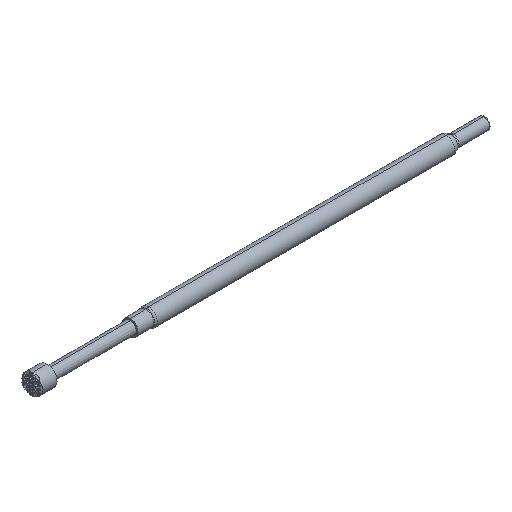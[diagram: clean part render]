
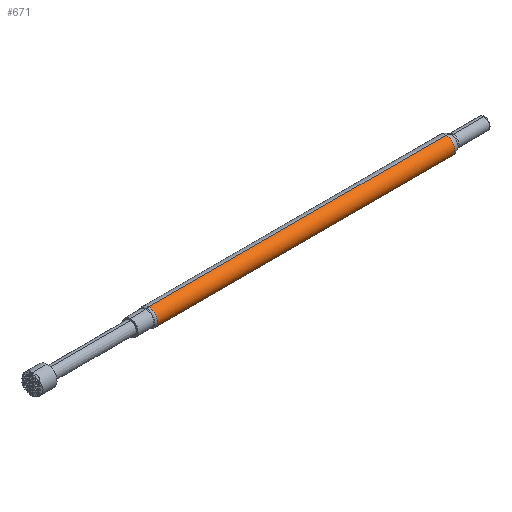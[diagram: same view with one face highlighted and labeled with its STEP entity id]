
A CAD part, isometric view. The second image highlights one B-rep face of the part: STEP entity #671.
In plain terms, the highlighted cylindrical face has radius 0.683 mm (diameter 1.367 mm), a partial arc.
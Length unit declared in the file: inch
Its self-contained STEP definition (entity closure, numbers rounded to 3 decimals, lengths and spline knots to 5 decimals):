
#465 = DIRECTION ( 'NONE',  ( 0., 0., 1. ) ) ;
#671 = ADVANCED_FACE ( 'NONE', ( #28669 ), #19283, .T. ) ;
#992 = ORIENTED_EDGE ( 'NONE', *, *, #25193, .F. ) ;
#1486 = ORIENTED_EDGE ( 'NONE', *, *, #10517, .T. ) ;
#2169 = VECTOR ( 'NONE', #5729, 39.37008 ) ;
#2473 = VERTEX_POINT ( 'NONE', #12164 ) ;
#2993 = CARTESIAN_POINT ( 'NONE',  ( 0., 0., 0. ) ) ;
#3634 = AXIS2_PLACEMENT_3D ( 'NONE', #2993, #22391, #17660 ) ;
#5152 = EDGE_LOOP ( 'NONE', ( #992, #23177, #10125, #1486 ) ) ;
#5729 = DIRECTION ( 'NONE',  ( -1., 0., 0. ) ) ;
#5962 = CARTESIAN_POINT ( 'NONE',  ( 0.05707, 0., -0.0269 ) ) ;
#7448 = AXIS2_PLACEMENT_3D ( 'NONE', #29478, #15034, #465 ) ;
#8244 = EDGE_CURVE ( 'NONE', #20783, #14614, #22330, .T. ) ;
#8658 = LINE ( 'NONE', #22384, #2169 ) ;
#10125 = ORIENTED_EDGE ( 'NONE', *, *, #8244, .T. ) ;
#10221 = VECTOR ( 'NONE', #13181, 39.37008 ) ;
#10517 = EDGE_CURVE ( 'NONE', #14614, #29514, #20130, .T. ) ;
#12164 = CARTESIAN_POINT ( 'NONE',  ( 0.98, 0., -0.0269 ) ) ;
#13181 = DIRECTION ( 'NONE',  ( -1., 0., 0. ) ) ;
#13297 = CARTESIAN_POINT ( 'NONE',  ( 0., 0., 0.0269 ) ) ;
#14446 = CARTESIAN_POINT ( 'NONE',  ( 0.05707, 0., 0. ) ) ;
#14614 = VERTEX_POINT ( 'NONE', #28082 ) ;
#15034 = DIRECTION ( 'NONE',  ( -1., 0., 0. ) ) ;
#16898 = DIRECTION ( 'NONE',  ( 0., 0., -1. ) ) ;
#17660 = DIRECTION ( 'NONE',  ( 0., 0., 1. ) ) ;
#19283 = CYLINDRICAL_SURFACE ( 'NONE', #3634, 0.0269 ) ;
#20130 = CIRCLE ( 'NONE', #29119, 0.0269 ) ;
#20783 = VERTEX_POINT ( 'NONE', #21017 ) ;
#21017 = CARTESIAN_POINT ( 'NONE',  ( 0.98, 0., 0.0269 ) ) ;
#22330 = LINE ( 'NONE', #13297, #10221 ) ;
#22384 = CARTESIAN_POINT ( 'NONE',  ( 0., 0., -0.0269 ) ) ;
#22391 = DIRECTION ( 'NONE',  ( -1., 0., 0. ) ) ;
#23177 = ORIENTED_EDGE ( 'NONE', *, *, #25868, .T. ) ;
#23359 = CIRCLE ( 'NONE', #7448, 0.0269 ) ;
#25193 = EDGE_CURVE ( 'NONE', #2473, #29514, #8658, .T. ) ;
#25868 = EDGE_CURVE ( 'NONE', #2473, #20783, #23359, .T. ) ;
#28082 = CARTESIAN_POINT ( 'NONE',  ( 0.05707, 0., 0.0269 ) ) ;
#28669 = FACE_OUTER_BOUND ( 'NONE', #5152, .T. ) ;
#29119 = AXIS2_PLACEMENT_3D ( 'NONE', #14446, #31275, #16898 ) ;
#29478 = CARTESIAN_POINT ( 'NONE',  ( 0.98, 0., 0. ) ) ;
#29514 = VERTEX_POINT ( 'NONE', #5962 ) ;
#31275 = DIRECTION ( 'NONE',  ( 1., 0., 0. ) ) ;
